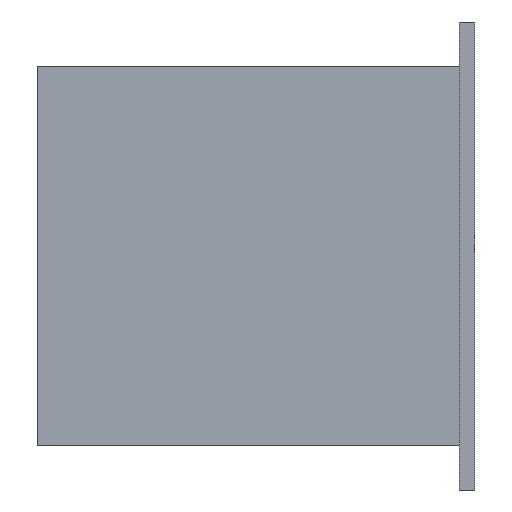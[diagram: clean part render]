
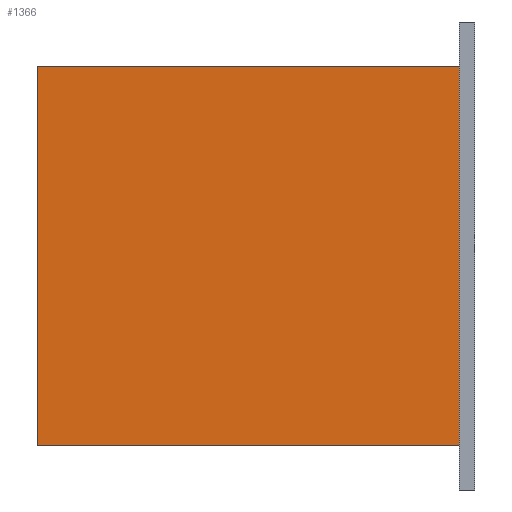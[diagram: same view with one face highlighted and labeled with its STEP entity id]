
A CAD part, left-side view. The second image highlights one B-rep face of the part: STEP entity #1366.
In plain terms, the highlighted planar face has unit normal (-1, 0, 0).
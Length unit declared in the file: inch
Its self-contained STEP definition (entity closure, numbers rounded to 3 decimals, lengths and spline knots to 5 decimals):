
#115=DIRECTION('',(0.,0.,1.));
#116=VECTOR('',#115,0.365);
#117=CARTESIAN_POINT('',(-0.403,0.406,-0.1825));
#118=LINE('',#117,#116);
#119=DIRECTION('',(0.,0.,1.));
#120=VECTOR('',#119,0.365);
#121=CARTESIAN_POINT('',(-0.403,0.,-0.1825));
#122=LINE('',#121,#120);
#259=DIRECTION('',(0.,-1.,0.));
#260=VECTOR('',#259,0.406);
#261=CARTESIAN_POINT('',(-0.403,0.406,-0.1825));
#262=LINE('',#261,#260);
#575=DIRECTION('',(0.,-1.,0.));
#576=VECTOR('',#575,0.406);
#577=CARTESIAN_POINT('',(-0.403,0.406,0.1825));
#578=LINE('',#577,#576);
#1043=CARTESIAN_POINT('',(-0.403,0.406,-0.1825));
#1044=CARTESIAN_POINT('',(-0.403,0.406,0.1825));
#1045=VERTEX_POINT('',#1043);
#1046=VERTEX_POINT('',#1044);
#1083=CARTESIAN_POINT('',(-0.403,0.,-0.1825));
#1084=VERTEX_POINT('',#1083);
#1087=CARTESIAN_POINT('',(-0.403,0.,0.1825));
#1088=VERTEX_POINT('',#1087);
#1351=CARTESIAN_POINT('',(-0.403,0.406,-0.1825));
#1352=DIRECTION('',(-1.,0.,0.));
#1353=DIRECTION('',(0.,-1.,0.));
#1354=AXIS2_PLACEMENT_3D('',#1351,#1352,#1353);
#1355=PLANE('',#1354);
#1357=ORIENTED_EDGE('',*,*,#1356,.F.);
#1359=ORIENTED_EDGE('',*,*,#1358,.T.);
#1361=ORIENTED_EDGE('',*,*,#1360,.T.);
#1363=ORIENTED_EDGE('',*,*,#1362,.F.);
#1364=EDGE_LOOP('',(#1357,#1359,#1361,#1363));
#1365=FACE_OUTER_BOUND('',#1364,.F.);
#1356=EDGE_CURVE('',#1045,#1084,#262,.T.);
#1358=EDGE_CURVE('',#1045,#1046,#118,.T.);
#1360=EDGE_CURVE('',#1046,#1088,#578,.T.);
#1362=EDGE_CURVE('',#1084,#1088,#122,.T.);
#1366=ADVANCED_FACE('',(#1365),#1355,.T.);
